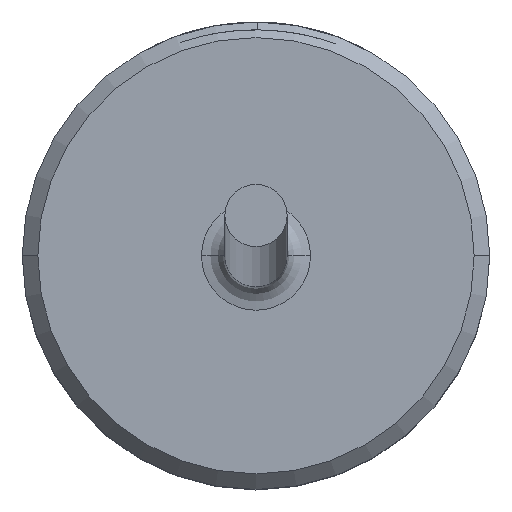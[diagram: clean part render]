
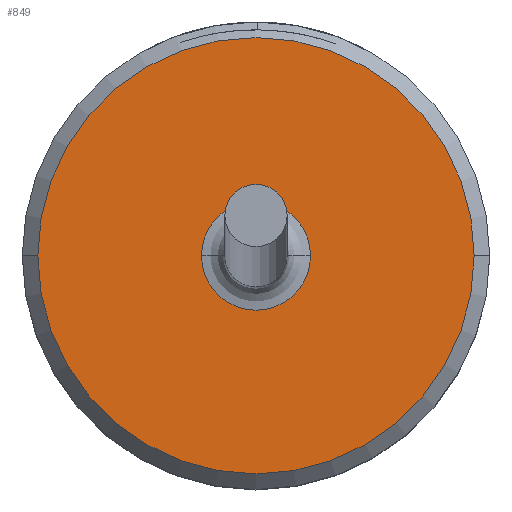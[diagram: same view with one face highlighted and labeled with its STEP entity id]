
A CAD part, top view. The second image highlights one B-rep face of the part: STEP entity #849.
In plain terms, the highlighted planar face has unit normal (0, 0, 1).
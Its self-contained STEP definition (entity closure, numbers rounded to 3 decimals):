
#15 = AXIS2_PLACEMENT_3D ( 'NONE', #1133, #891, #799 ) ;
#28 = DIRECTION ( 'NONE',  ( 1., 0., 0. ) ) ;
#52 = ORIENTED_EDGE ( 'NONE', *, *, #239, .T. ) ;
#92 = EDGE_LOOP ( 'NONE', ( #486, #513 ) ) ;
#116 = DIRECTION ( 'NONE',  ( 0., 0., -1. ) ) ;
#195 = VERTEX_POINT ( 'NONE', #220 ) ;
#204 = FACE_BOUND ( 'NONE', #751, .T. ) ;
#220 = CARTESIAN_POINT ( 'NONE',  ( 0.7, 0., 4. ) ) ;
#239 = EDGE_CURVE ( 'NONE', #195, #730, #266, .T. ) ;
#245 = FACE_OUTER_BOUND ( 'NONE', #92, .T. ) ;
#266 = CIRCLE ( 'NONE', #15, 0.7 ) ;
#273 = CARTESIAN_POINT ( 'NONE',  ( 0., 0., 4. ) ) ;
#303 = VERTEX_POINT ( 'NONE', #564 ) ;
#324 = DIRECTION ( 'NONE',  ( 0., 0., 1. ) ) ;
#366 = AXIS2_PLACEMENT_3D ( 'NONE', #672, #116, #762 ) ;
#410 = AXIS2_PLACEMENT_3D ( 'NONE', #863, #324, #956 ) ;
#446 = EDGE_CURVE ( 'NONE', #1059, #303, #851, .T. ) ;
#464 = AXIS2_PLACEMENT_3D ( 'NONE', #1111, #598, #28 ) ;
#465 = EDGE_CURVE ( 'NONE', #303, #1059, #590, .T. ) ;
#470 = CIRCLE ( 'NONE', #366, 0.7 ) ;
#486 = ORIENTED_EDGE ( 'NONE', *, *, #465, .T. ) ;
#495 = CARTESIAN_POINT ( 'NONE',  ( -0.7, 0., 4. ) ) ;
#513 = ORIENTED_EDGE ( 'NONE', *, *, #446, .T. ) ;
#557 = DIRECTION ( 'NONE',  ( 1., 0., 0. ) ) ;
#564 = CARTESIAN_POINT ( 'NONE',  ( -2.8, 0., 4. ) ) ;
#590 = CIRCLE ( 'NONE', #410, 2.8 ) ;
#598 = DIRECTION ( 'NONE',  ( 0., 0., 1. ) ) ;
#632 = ORIENTED_EDGE ( 'NONE', *, *, #1060, .T. ) ;
#672 = CARTESIAN_POINT ( 'NONE',  ( 0., 0., 4. ) ) ;
#695 = AXIS2_PLACEMENT_3D ( 'NONE', #273, #1078, #557 ) ;
#730 = VERTEX_POINT ( 'NONE', #495 ) ;
#751 = EDGE_LOOP ( 'NONE', ( #632, #52 ) ) ;
#762 = DIRECTION ( 'NONE',  ( -1., 0., 0. ) ) ;
#799 = DIRECTION ( 'NONE',  ( -1., 0., 0. ) ) ;
#849 = ADVANCED_FACE ( 'NONE', ( #245, #204 ), #996, .T. ) ;
#851 = CIRCLE ( 'NONE', #464, 2.8 ) ;
#863 = CARTESIAN_POINT ( 'NONE',  ( 0., 0., 4. ) ) ;
#891 = DIRECTION ( 'NONE',  ( 0., 0., -1. ) ) ;
#956 = DIRECTION ( 'NONE',  ( 1., 0., 0. ) ) ;
#996 = PLANE ( 'NONE',  #695 ) ;
#1026 = CARTESIAN_POINT ( 'NONE',  ( 2.8, 0., 4. ) ) ;
#1059 = VERTEX_POINT ( 'NONE', #1026 ) ;
#1060 = EDGE_CURVE ( 'NONE', #730, #195, #470, .T. ) ;
#1078 = DIRECTION ( 'NONE',  ( 0., 0., 1. ) ) ;
#1111 = CARTESIAN_POINT ( 'NONE',  ( 0., 0., 4. ) ) ;
#1133 = CARTESIAN_POINT ( 'NONE',  ( 0., 0., 4. ) ) ;
